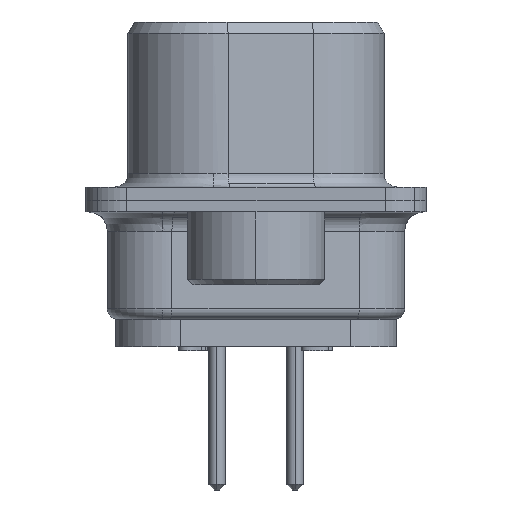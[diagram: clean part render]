
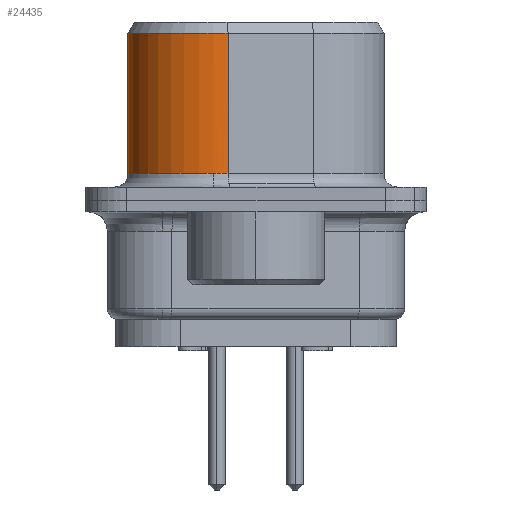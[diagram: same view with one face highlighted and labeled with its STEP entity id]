
A CAD part, left-side view. The second image highlights one B-rep face of the part: STEP entity #24435.
In plain terms, the highlighted cylindrical face has radius 3.1 mm (diameter 6.2 mm), a partial arc.
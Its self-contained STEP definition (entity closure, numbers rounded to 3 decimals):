
#21270=CARTESIAN_POINT('',(13.1,1.55,-1.0));
#21271=VERTEX_POINT('',#21270);
#21297=CARTESIAN_POINT('',(13.053,1.012,-1.0));
#21298=VERTEX_POINT('',#21297);
#21306=CARTESIAN_POINT('',(10.0,1.55,-1.0));
#21307=DIRECTION('',(0.0,0.0,1.0));
#21308=DIRECTION('',(0.766,0.643,0.0));
#21309=AXIS2_PLACEMENT_3D('',#21306,#21307,#21308);
#21310=CIRCLE('',#21309,3.1);
#21311=EDGE_CURVE('',#21298,#21271,#21310,.T.);
#21820=CARTESIAN_POINT('',(13.053,1.012,-6.1));
#21821=VERTEX_POINT('',#21820);
#21884=CARTESIAN_POINT('',(10.0,4.65,-6.1));
#21885=VERTEX_POINT('',#21884);
#21892=CARTESIAN_POINT('',(10.0,1.55,-6.1));
#21893=DIRECTION('',(0.0,0.0,-1.));
#21894=DIRECTION('',(0.985,-0.174,0.0));
#21895=AXIS2_PLACEMENT_3D('',#21892,#21893,#21894);
#21896=CIRCLE('',#21895,3.1);
#21897=EDGE_CURVE('',#21885,#21821,#21896,.T.);
#24296=CARTESIAN_POINT('',(10.0,4.65,-1.0));
#24297=VERTEX_POINT('',#24296);
#24298=CARTESIAN_POINT('',(10.0,1.55,-1.0));
#24299=DIRECTION('',(0.0,0.0,1.0));
#24300=DIRECTION('',(0.766,0.643,0.0));
#24301=AXIS2_PLACEMENT_3D('',#24298,#24299,#24300);
#24302=CIRCLE('',#24301,3.1);
#24303=EDGE_CURVE('',#21271,#24297,#24302,.T.);
#24413=CARTESIAN_POINT('',(10.0,1.55,0.0));
#24414=DIRECTION('',(0.0,0.0,-1.0));
#24415=DIRECTION('',(0.985,-0.174,0.0));
#24416=AXIS2_PLACEMENT_3D('',#24413,#24414,#24415);
#24417=CYLINDRICAL_SURFACE('',#24416,3.1);
#24418=ORIENTED_EDGE('',*,*,#21897,.F.);
#24419=CARTESIAN_POINT('',(10.0,4.65,-1.0));
#24420=DIRECTION('',(0.0,0.0,-1.0));
#24421=VECTOR('',#24420,5.1);
#24422=LINE('',#24419,#24421);
#24423=EDGE_CURVE('',#24297,#21885,#24422,.T.);
#24424=ORIENTED_EDGE('',*,*,#24423,.F.);
#24425=ORIENTED_EDGE('',*,*,#24303,.F.);
#24426=ORIENTED_EDGE('',*,*,#21311,.F.);
#24427=CARTESIAN_POINT('',(13.053,1.012,-1.0));
#24428=DIRECTION('',(0.0,0.0,-1.0));
#24429=VECTOR('',#24428,5.1);
#24430=LINE('',#24427,#24429);
#24431=EDGE_CURVE('',#21298,#21821,#24430,.T.);
#24432=ORIENTED_EDGE('',*,*,#24431,.T.);
#24433=EDGE_LOOP('',(#24418,#24424,#24425,#24426,#24432));
#24434=FACE_OUTER_BOUND('',#24433,.T.);
#24435=ADVANCED_FACE('',(#24434),#24417,.T.);
